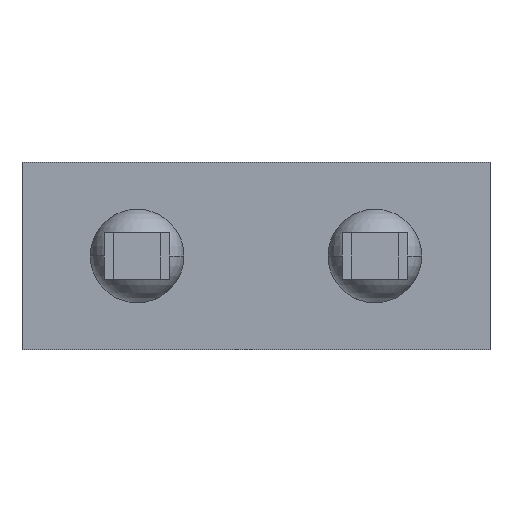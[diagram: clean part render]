
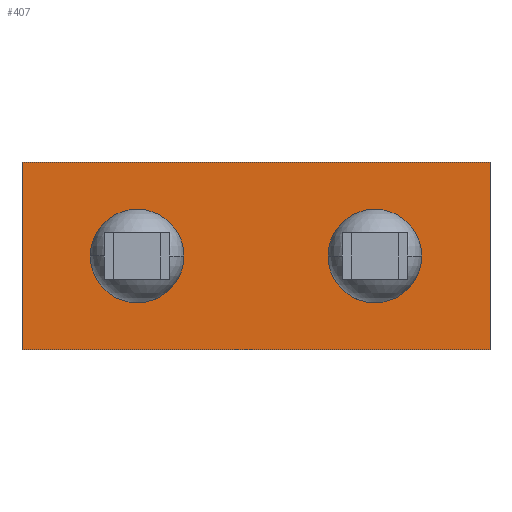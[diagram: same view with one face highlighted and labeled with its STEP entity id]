
A CAD part, front view. The second image highlights one B-rep face of the part: STEP entity #407.
In plain terms, the highlighted planar face has unit normal (0, -1, 0).
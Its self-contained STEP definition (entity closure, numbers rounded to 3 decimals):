
#16 = VERTEX_POINT ( 'NONE', #986 ) ;
#32 = EDGE_CURVE ( 'NONE', #117, #80, #791, .T. ) ;
#45 = LINE ( 'NONE', #722, #704 ) ;
#54 = DIRECTION ( 'NONE',  ( 0., 0., 1. ) ) ;
#76 = LINE ( 'NONE', #887, #541 ) ;
#80 = VERTEX_POINT ( 'NONE', #173 ) ;
#88 = EDGE_LOOP ( 'NONE', ( #580, #716 ) ) ;
#108 = VERTEX_POINT ( 'NONE', #454 ) ;
#117 = VERTEX_POINT ( 'NONE', #1270 ) ;
#137 = LINE ( 'NONE', #931, #1298 ) ;
#154 = DIRECTION ( 'NONE',  ( -1., 0., 0. ) ) ;
#173 = CARTESIAN_POINT ( 'NONE',  ( 1.77, 0., 0. ) ) ;
#176 = ORIENTED_EDGE ( 'NONE', *, *, #690, .F. ) ;
#181 = LINE ( 'NONE', #660, #415 ) ;
#182 = CARTESIAN_POINT ( 'NONE',  ( 2.5, 0., -1. ) ) ;
#217 = CARTESIAN_POINT ( 'NONE',  ( -1.77, 0., 0. ) ) ;
#295 = AXIS2_PLACEMENT_3D ( 'NONE', #402, #308, #922 ) ;
#308 = DIRECTION ( 'NONE',  ( 0., -1., 0. ) ) ;
#322 = CARTESIAN_POINT ( 'NONE',  ( -2.5, 0., 1. ) ) ;
#371 = ORIENTED_EDGE ( 'NONE', *, *, #747, .F. ) ;
#402 = CARTESIAN_POINT ( 'NONE',  ( -1.27, 0., 0. ) ) ;
#407 = ADVANCED_FACE ( 'NONE', ( #1036, #1256, #1053 ), #1160, .F. ) ;
#415 = VECTOR ( 'NONE', #677, 1000. ) ;
#420 = CARTESIAN_POINT ( 'NONE',  ( -2.5, 0., -1. ) ) ;
#430 = EDGE_CURVE ( 'NONE', #1141, #16, #719, .T. ) ;
#447 = VERTEX_POINT ( 'NONE', #322 ) ;
#454 = CARTESIAN_POINT ( 'NONE',  ( 2.5, 0., 1. ) ) ;
#462 = EDGE_CURVE ( 'NONE', #16, #1141, #565, .T. ) ;
#472 = CARTESIAN_POINT ( 'NONE',  ( 1.27, 0., 0. ) ) ;
#509 = AXIS2_PLACEMENT_3D ( 'NONE', #579, #520, #610 ) ;
#520 = DIRECTION ( 'NONE',  ( 0., -1., 0. ) ) ;
#535 = ORIENTED_EDGE ( 'NONE', *, *, #32, .F. ) ;
#541 = VECTOR ( 'NONE', #1285, 1000. ) ;
#563 = AXIS2_PLACEMENT_3D ( 'NONE', #472, #1081, #1197 ) ;
#565 = CIRCLE ( 'NONE', #295, 0.5 ) ;
#579 = CARTESIAN_POINT ( 'NONE',  ( -1.27, 0., 0. ) ) ;
#580 = ORIENTED_EDGE ( 'NONE', *, *, #430, .F. ) ;
#610 = DIRECTION ( 'NONE',  ( -1., 0., 0. ) ) ;
#660 = CARTESIAN_POINT ( 'NONE',  ( 2.5, 0., 1. ) ) ;
#663 = CARTESIAN_POINT ( 'NONE',  ( 0., 0., 0. ) ) ;
#677 = DIRECTION ( 'NONE',  ( 0., 0., -1. ) ) ;
#690 = EDGE_CURVE ( 'NONE', #1249, #917, #45, .T. ) ;
#704 = VECTOR ( 'NONE', #844, 1000. ) ;
#716 = ORIENTED_EDGE ( 'NONE', *, *, #462, .F. ) ;
#719 = CIRCLE ( 'NONE', #509, 0.5 ) ;
#722 = CARTESIAN_POINT ( 'NONE',  ( 2.5, 0., -1. ) ) ;
#747 = EDGE_CURVE ( 'NONE', #917, #447, #137, .T. ) ;
#791 = CIRCLE ( 'NONE', #563, 0.5 ) ;
#805 = EDGE_CURVE ( 'NONE', #108, #1249, #181, .T. ) ;
#810 = EDGE_CURVE ( 'NONE', #447, #108, #76, .T. ) ;
#813 = AXIS2_PLACEMENT_3D ( 'NONE', #663, #873, #1085 ) ;
#839 = ORIENTED_EDGE ( 'NONE', *, *, #1185, .F. ) ;
#844 = DIRECTION ( 'NONE',  ( -1., 0., 0. ) ) ;
#846 = EDGE_LOOP ( 'NONE', ( #176, #897, #862, #371 ) ) ;
#859 = AXIS2_PLACEMENT_3D ( 'NONE', #1076, #1268, #154 ) ;
#862 = ORIENTED_EDGE ( 'NONE', *, *, #810, .F. ) ;
#873 = DIRECTION ( 'NONE',  ( 0., 1., 0. ) ) ;
#887 = CARTESIAN_POINT ( 'NONE',  ( -2.5, 0., 1. ) ) ;
#897 = ORIENTED_EDGE ( 'NONE', *, *, #805, .F. ) ;
#917 = VERTEX_POINT ( 'NONE', #420 ) ;
#922 = DIRECTION ( 'NONE',  ( -1., 0., 0. ) ) ;
#931 = CARTESIAN_POINT ( 'NONE',  ( -2.5, 0., -1. ) ) ;
#956 = EDGE_LOOP ( 'NONE', ( #535, #839 ) ) ;
#986 = CARTESIAN_POINT ( 'NONE',  ( -0.77, 0., 0. ) ) ;
#1013 = CIRCLE ( 'NONE', #859, 0.5 ) ;
#1036 = FACE_OUTER_BOUND ( 'NONE', #846, .T. ) ;
#1053 = FACE_BOUND ( 'NONE', #88, .T. ) ;
#1076 = CARTESIAN_POINT ( 'NONE',  ( 1.27, 0., 0. ) ) ;
#1081 = DIRECTION ( 'NONE',  ( 0., -1., 0. ) ) ;
#1085 = DIRECTION ( 'NONE',  ( -1., 0., 0. ) ) ;
#1141 = VERTEX_POINT ( 'NONE', #217 ) ;
#1160 = PLANE ( 'NONE',  #813 ) ;
#1185 = EDGE_CURVE ( 'NONE', #80, #117, #1013, .T. ) ;
#1197 = DIRECTION ( 'NONE',  ( -1., 0., 0. ) ) ;
#1249 = VERTEX_POINT ( 'NONE', #182 ) ;
#1256 = FACE_BOUND ( 'NONE', #956, .T. ) ;
#1268 = DIRECTION ( 'NONE',  ( 0., -1., 0. ) ) ;
#1270 = CARTESIAN_POINT ( 'NONE',  ( 0.77, 0., 0. ) ) ;
#1285 = DIRECTION ( 'NONE',  ( 1., 0., 0. ) ) ;
#1298 = VECTOR ( 'NONE', #54, 1000. ) ;
